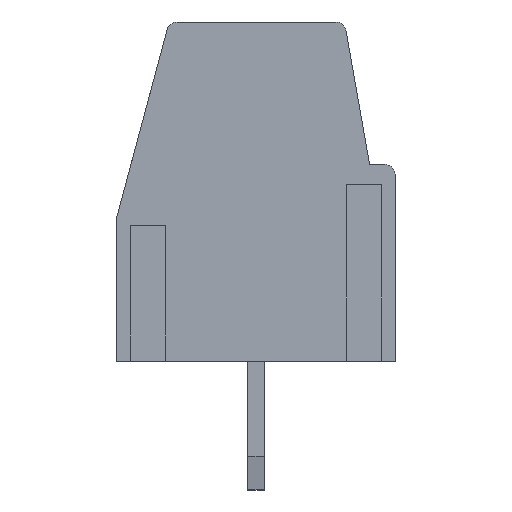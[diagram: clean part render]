
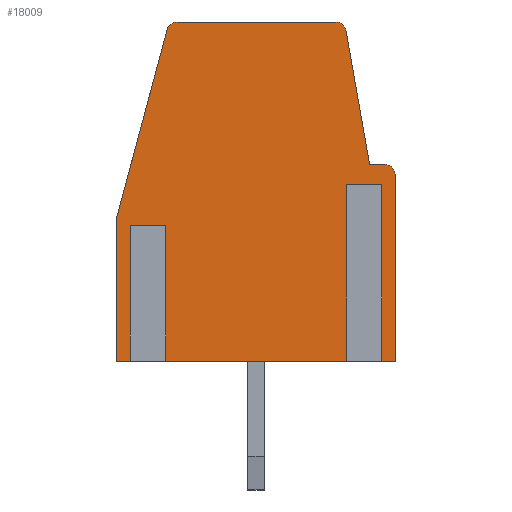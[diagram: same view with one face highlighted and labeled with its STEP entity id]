
A CAD part, left-side view. The second image highlights one B-rep face of the part: STEP entity #18009.
In plain terms, the highlighted planar face has unit normal (-1, 0, 0).
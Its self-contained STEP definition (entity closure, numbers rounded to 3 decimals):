
#15929 = VERTEX_POINT('',#15930);
#15930 = CARTESIAN_POINT('',(-40.639,2.626,9.792));
#15936 = EDGE_CURVE('',#15929,#15937,#15939,.T.);
#15937 = VERTEX_POINT('',#15938);
#15938 = CARTESIAN_POINT('',(-40.639,2.336,10.014));
#15939 = CIRCLE('',#15940,0.3);
#15940 = AXIS2_PLACEMENT_3D('',#15941,#15942,#15943);
#15941 = CARTESIAN_POINT('',(-40.639,2.336,9.714));
#15942 = DIRECTION('',(1.,0.,0.));
#15943 = DIRECTION('',(0.,1.,0.));
#16144 = VERTEX_POINT('',#16145);
#16145 = CARTESIAN_POINT('',(-40.639,-4.093,0.014));
#16151 = EDGE_CURVE('',#16144,#16152,#16154,.T.);
#16152 = VERTEX_POINT('',#16153);
#16153 = CARTESIAN_POINT('',(-40.639,-3.481,0.014));
#16154 = LINE('',#16155,#16156);
#16155 = CARTESIAN_POINT('',(-40.639,-4.093,0.014));
#16156 = VECTOR('',#16157,1.);
#16157 = DIRECTION('',(0.,1.,0.));
#16176 = VERTEX_POINT('',#16177);
#16177 = CARTESIAN_POINT('',(-40.639,-2.881,0.014));
#16183 = EDGE_CURVE('',#16176,#16184,#16186,.T.);
#16184 = VERTEX_POINT('',#16185);
#16185 = CARTESIAN_POINT('',(-40.639,2.894,0.014));
#16186 = LINE('',#16187,#16188);
#16187 = CARTESIAN_POINT('',(-40.639,-4.093,0.014));
#16188 = VECTOR('',#16189,1.);
#16189 = DIRECTION('',(0.,1.,0.));
#16208 = VERTEX_POINT('',#16209);
#16209 = CARTESIAN_POINT('',(-40.639,3.494,0.014));
#16215 = EDGE_CURVE('',#16208,#16216,#16218,.T.);
#16216 = VERTEX_POINT('',#16217);
#16217 = CARTESIAN_POINT('',(-40.639,4.107,0.014));
#16218 = LINE('',#16219,#16220);
#16219 = CARTESIAN_POINT('',(-40.639,-4.093,0.014));
#16220 = VECTOR('',#16221,1.);
#16221 = DIRECTION('',(0.,1.,0.));
#17012 = EDGE_CURVE('',#16216,#17013,#17015,.T.);
#17013 = VERTEX_POINT('',#17014);
#17014 = CARTESIAN_POINT('',(-40.639,4.107,4.264));
#17015 = LINE('',#17016,#17017);
#17016 = CARTESIAN_POINT('',(-40.639,4.107,0.014));
#17017 = VECTOR('',#17018,1.);
#17018 = DIRECTION('',(0.,0.,1.));
#17035 = EDGE_CURVE('',#17013,#15929,#17036,.T.);
#17036 = LINE('',#17037,#17038);
#17037 = CARTESIAN_POINT('',(-40.639,4.107,4.264));
#17038 = VECTOR('',#17039,1.);
#17039 = DIRECTION('',(0.,-0.259,0.966));
#17814 = EDGE_CURVE('',#17815,#16144,#17817,.T.);
#17815 = VERTEX_POINT('',#17816);
#17816 = CARTESIAN_POINT('',(-40.639,-4.093,5.514));
#17817 = LINE('',#17818,#17819);
#17818 = CARTESIAN_POINT('',(-40.639,-4.093,5.814));
#17819 = VECTOR('',#17820,1.);
#17820 = DIRECTION('',(0.,0.,-1.));
#17838 = EDGE_CURVE('',#17839,#17815,#17841,.T.);
#17839 = VERTEX_POINT('',#17840);
#17840 = CARTESIAN_POINT('',(-40.639,-3.793,5.814));
#17841 = CIRCLE('',#17842,0.3);
#17842 = AXIS2_PLACEMENT_3D('',#17843,#17844,#17845);
#17843 = CARTESIAN_POINT('',(-40.639,-3.793,5.514));
#17844 = DIRECTION('',(1.,0.,0.));
#17845 = DIRECTION('',(0.,1.,0.));
#17863 = EDGE_CURVE('',#17864,#17839,#17866,.T.);
#17864 = VERTEX_POINT('',#17865);
#17865 = CARTESIAN_POINT('',(-40.639,-3.343,5.814));
#17866 = LINE('',#17867,#17868);
#17867 = CARTESIAN_POINT('',(-40.639,-3.343,5.814));
#17868 = VECTOR('',#17869,1.);
#17869 = DIRECTION('',(0.,-1.,0.));
#17887 = EDGE_CURVE('',#17888,#17864,#17890,.T.);
#17888 = VERTEX_POINT('',#17889);
#17889 = CARTESIAN_POINT('',(-40.639,-2.646,9.766));
#17890 = LINE('',#17891,#17892);
#17891 = CARTESIAN_POINT('',(-40.639,-2.646,9.766));
#17892 = VECTOR('',#17893,1.);
#17893 = DIRECTION('',(0.,-0.174,-0.985));
#17911 = EDGE_CURVE('',#17912,#17888,#17914,.T.);
#17912 = VERTEX_POINT('',#17913);
#17913 = CARTESIAN_POINT('',(-40.639,-2.351,10.014));
#17914 = CIRCLE('',#17915,0.3);
#17915 = AXIS2_PLACEMENT_3D('',#17916,#17917,#17918);
#17916 = CARTESIAN_POINT('',(-40.639,-2.351,9.714));
#17917 = DIRECTION('',(1.,0.,0.));
#17918 = DIRECTION('',(0.,1.,0.));
#17996 = EDGE_CURVE('',#15937,#17912,#17997,.T.);
#17997 = LINE('',#17998,#17999);
#17998 = CARTESIAN_POINT('',(-40.639,-4.093,10.014));
#17999 = VECTOR('',#18000,1.);
#18000 = DIRECTION('',(0.,-1.,0.));
#18009 = ADVANCED_FACE('',(#18010),#18068,.F.);
#18010 = FACE_BOUND('',#18011,.T.);
#18011 = EDGE_LOOP('',(#18012,#18020,#18028,#18034,#18035,#18036,#18037,
    #18038,#18039,#18040,#18041,#18042,#18043,#18044,#18045,#18053,
    #18061,#18067));
#18012 = ORIENTED_EDGE('',*,*,#18013,.F.);
#18013 = EDGE_CURVE('',#18014,#16176,#18016,.T.);
#18014 = VERTEX_POINT('',#18015);
#18015 = CARTESIAN_POINT('',(-40.639,-2.881,5.214));
#18016 = LINE('',#18017,#18018);
#18017 = CARTESIAN_POINT('',(-40.639,-2.881,5.814));
#18018 = VECTOR('',#18019,1.);
#18019 = DIRECTION('',(0.,0.,-1.));
#18020 = ORIENTED_EDGE('',*,*,#18021,.F.);
#18021 = EDGE_CURVE('',#18022,#18014,#18024,.T.);
#18022 = VERTEX_POINT('',#18023);
#18023 = CARTESIAN_POINT('',(-40.639,-3.481,5.214));
#18024 = LINE('',#18025,#18026);
#18025 = CARTESIAN_POINT('',(-40.639,-4.093,5.214));
#18026 = VECTOR('',#18027,1.);
#18027 = DIRECTION('',(0.,1.,0.));
#18028 = ORIENTED_EDGE('',*,*,#18029,.F.);
#18029 = EDGE_CURVE('',#16152,#18022,#18030,.T.);
#18030 = LINE('',#18031,#18032);
#18031 = CARTESIAN_POINT('',(-40.639,-3.481,5.814));
#18032 = VECTOR('',#18033,1.);
#18033 = DIRECTION('',(0.,0.,1.));
#18034 = ORIENTED_EDGE('',*,*,#16151,.F.);
#18035 = ORIENTED_EDGE('',*,*,#17814,.F.);
#18036 = ORIENTED_EDGE('',*,*,#17838,.F.);
#18037 = ORIENTED_EDGE('',*,*,#17863,.F.);
#18038 = ORIENTED_EDGE('',*,*,#17887,.F.);
#18039 = ORIENTED_EDGE('',*,*,#17911,.F.);
#18040 = ORIENTED_EDGE('',*,*,#17996,.F.);
#18041 = ORIENTED_EDGE('',*,*,#15936,.F.);
#18042 = ORIENTED_EDGE('',*,*,#17035,.F.);
#18043 = ORIENTED_EDGE('',*,*,#17012,.F.);
#18044 = ORIENTED_EDGE('',*,*,#16215,.F.);
#18045 = ORIENTED_EDGE('',*,*,#18046,.F.);
#18046 = EDGE_CURVE('',#18047,#16208,#18049,.T.);
#18047 = VERTEX_POINT('',#18048);
#18048 = CARTESIAN_POINT('',(-40.639,3.494,4.014));
#18049 = LINE('',#18050,#18051);
#18050 = CARTESIAN_POINT('',(-40.639,3.494,5.814));
#18051 = VECTOR('',#18052,1.);
#18052 = DIRECTION('',(0.,0.,-1.));
#18053 = ORIENTED_EDGE('',*,*,#18054,.F.);
#18054 = EDGE_CURVE('',#18055,#18047,#18057,.T.);
#18055 = VERTEX_POINT('',#18056);
#18056 = CARTESIAN_POINT('',(-40.639,2.894,4.014));
#18057 = LINE('',#18058,#18059);
#18058 = CARTESIAN_POINT('',(-40.639,-4.093,4.014));
#18059 = VECTOR('',#18060,1.);
#18060 = DIRECTION('',(0.,1.,0.));
#18061 = ORIENTED_EDGE('',*,*,#18062,.F.);
#18062 = EDGE_CURVE('',#16184,#18055,#18063,.T.);
#18063 = LINE('',#18064,#18065);
#18064 = CARTESIAN_POINT('',(-40.639,2.894,5.814));
#18065 = VECTOR('',#18066,1.);
#18066 = DIRECTION('',(0.,0.,1.));
#18067 = ORIENTED_EDGE('',*,*,#16183,.F.);
#18068 = PLANE('',#18069);
#18069 = AXIS2_PLACEMENT_3D('',#18070,#18071,#18072);
#18070 = CARTESIAN_POINT('',(-40.639,-4.093,5.814));
#18071 = DIRECTION('',(1.,0.,0.));
#18072 = DIRECTION('',(0.,1.,0.));
